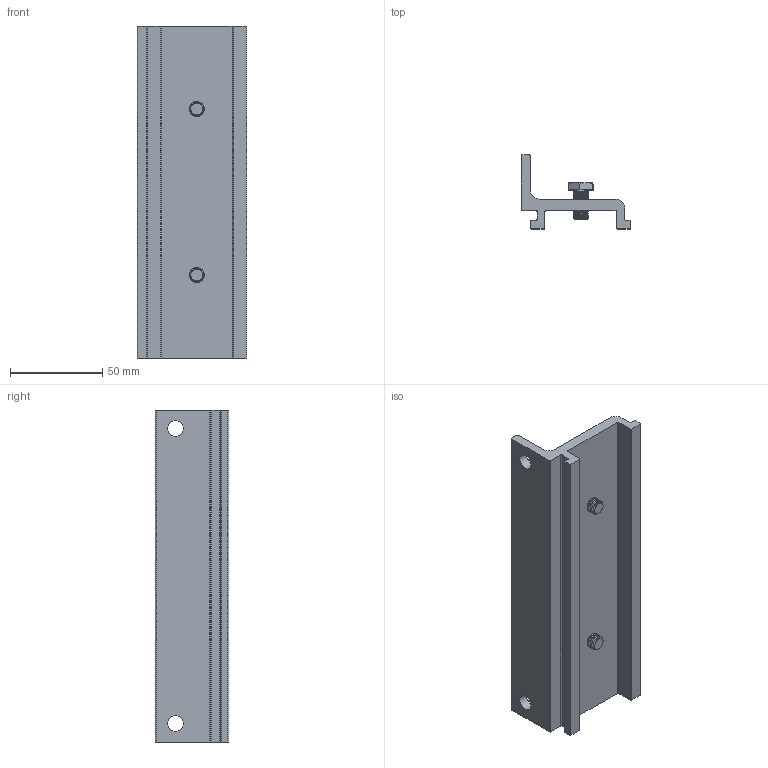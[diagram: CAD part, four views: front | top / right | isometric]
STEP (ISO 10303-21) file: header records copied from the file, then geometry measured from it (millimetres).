
FILE_DESCRIPTION((''),'2;1');
FILE_NAME('10053M.stp','2008-10-20T16:54:42',('Didierr'),(''),'Autodesk Inventor 2009','Autodesk Inventor 2009','');
FILE_SCHEMA(('AUTOMOTIVE_DESIGN { 1 0 10303 214 1 1 1 1 }'));
Length unit declared in the file: millimetre
Products named in the file (4): 10053M; 17142; vis TH M8x16; vis_TH_M8x16_corps
Assembly tree (4 placements, depth 3):
  10053M
    17142
    vis TH M8x16  x2
      vis_TH_M8x16_corps
Bounding box: 59.62 x 40 x 180 mm (x, y, z)
Volume: 104606.5 mm3; surface area: 42854.6 mm2
Topology: 3 solids, 3 shells, 78 faces, 210 edges, 140 vertices
Faces by surface type: plane 38, cylinder 18, cone 14, bspline 8
Entity records: 4574 total; most frequent: CARTESIAN_POINT 3016, ORIENTED_EDGE 306, DIRECTION 303, EDGE_CURVE 153, AXIS2_PLACEMENT_3D 109, VERTEX_POINT 104, VECTOR 85, LINE 85
